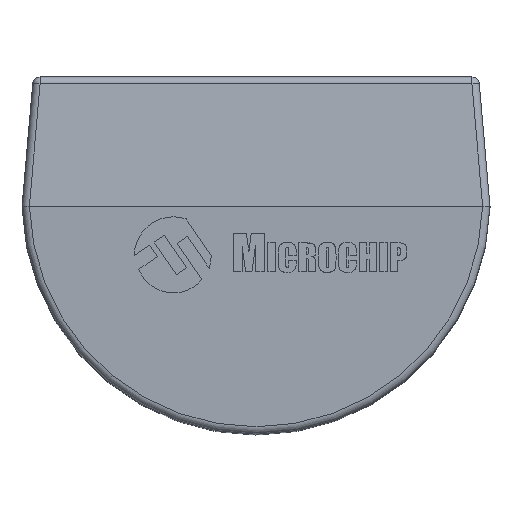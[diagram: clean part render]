
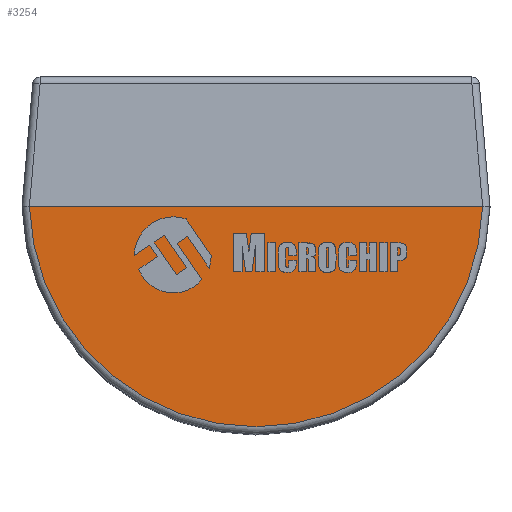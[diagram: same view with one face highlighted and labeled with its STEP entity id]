
A CAD part, top view. The second image highlights one B-rep face of the part: STEP entity #3254.
In plain terms, the highlighted planar face has unit normal (0, 0, 1).
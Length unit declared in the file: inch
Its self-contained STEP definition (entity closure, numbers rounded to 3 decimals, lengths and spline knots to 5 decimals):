
#122=PLANE('',#3587);
#287=FACE_OUTER_BOUND('',#476,.T.);
#476=EDGE_LOOP('',(#2418,#2419));
#665=LINE('',#4603,#1041);
#1041=VECTOR('',#3803,0.3937);
#1409=CIRCLE('',#3564,0.092);
#1513=VERTEX_POINT('',#4566);
#1514=VERTEX_POINT('',#4568);
#1829=EDGE_CURVE('',#1513,#1514,#1409,.T.);
#1844=EDGE_CURVE('',#1514,#1513,#665,.T.);
#2418=ORIENTED_EDGE('',*,*,#1829,.F.);
#2419=ORIENTED_EDGE('',*,*,#1844,.F.);
#3254=ADVANCED_FACE('',(#287),#122,.T.);
#3564=AXIS2_PLACEMENT_3D('',#4569,#3775,#3776);
#3587=AXIS2_PLACEMENT_3D('',#4668,#3865,#3866);
#3775=DIRECTION('center_axis',(0.,0.,-1.));
#3776=DIRECTION('ref_axis',(0.,-1.,0.));
#3803=DIRECTION('',(1.,0.,0.));
#3865=DIRECTION('center_axis',(0.,0.,1.));
#3866=DIRECTION('ref_axis',(1.,0.,0.));
#4566=CARTESIAN_POINT('',(0.09197,-0.0025,0.21));
#4568=CARTESIAN_POINT('',(-0.09197,-0.0025,0.21));
#4569=CARTESIAN_POINT('Origin',(0.,0.,0.21));
#4603=CARTESIAN_POINT('',(0.04748,-0.0025,0.21));
#4668=CARTESIAN_POINT('Origin',(0.,-0.0225,0.21));
